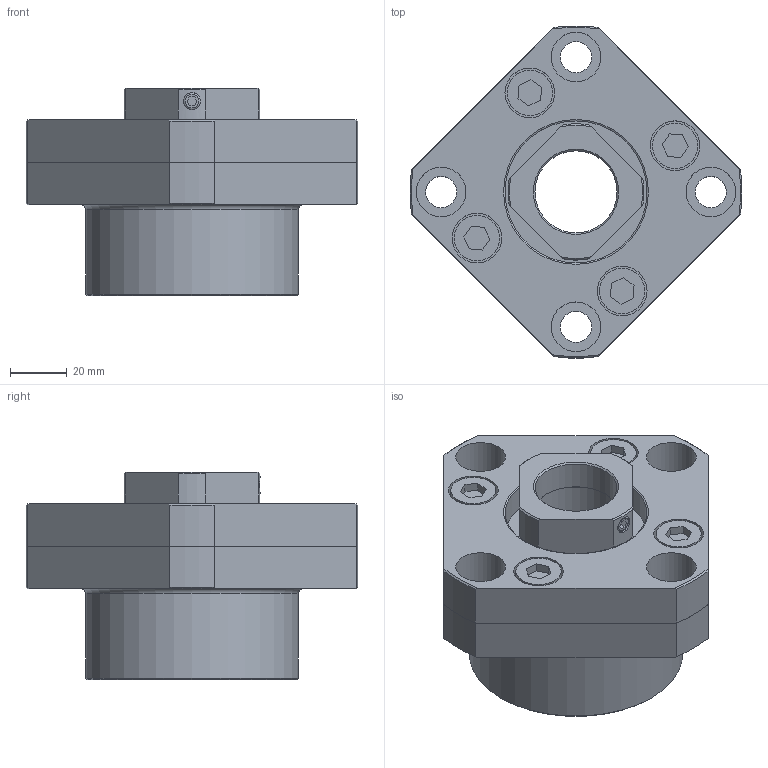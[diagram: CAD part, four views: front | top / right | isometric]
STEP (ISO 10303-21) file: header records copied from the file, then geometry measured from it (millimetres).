
FILE_DESCRIPTION( ( 'STEP AP203' ), ' ' );
FILE_NAME( 'FK_30Yes.stp', '2018-02-07T16:49:48', ( '' ), ( '' ), ' ', 'PARTsolutions', ' ' );
FILE_SCHEMA( ( 'CONFIG_CONTROL_DESIGN' ) );
Length unit declared in the file: millimetre
Products named in the file (3): FK 30Yes; _FK 30; _FK 30collar
Assembly tree (2 placements, depth 2):
  FK 30Yes
    _FK 30
    _FK 30collar
Bounding box: 116.88 x 116.88 x 73 mm (x, y, z)
Volume: 332363.3 mm3; surface area: 55797.9 mm2
Topology: 2 solids, 2 shells, 148 faces, 338 edges, 224 vertices
Faces by surface type: plane 80, cylinder 45, cone 21, torus 2
Full cylindrical faces by diameter (mm): 6 x1, 11 x4, 16 x4, 17.5 x8, 28.917 x1, 30 x2, 36 x1, 37.5 x2, 38 x1, 49 x1, 50 x1, 55 x1, 55.04 x1, 75 x1
Entity records: 4202 total; most frequent: CARTESIAN_POINT 832, DIRECTION 680, ORIENTED_EDGE 598, EDGE_CURVE 299, AXIS2_PLACEMENT_3D 263, EDGE_LOOP 226, VERTEX_POINT 221, FACE_OUTER_BOUND 179
